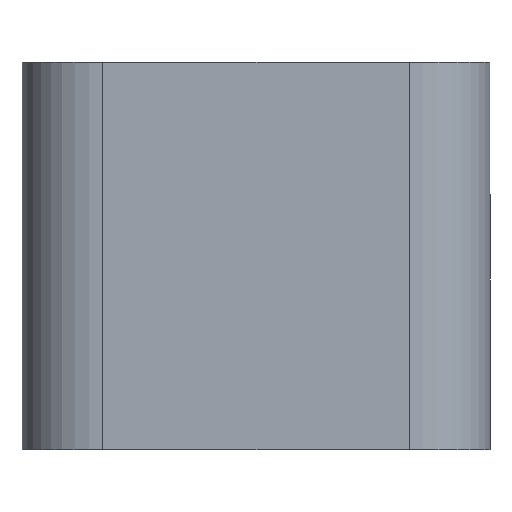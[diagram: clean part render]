
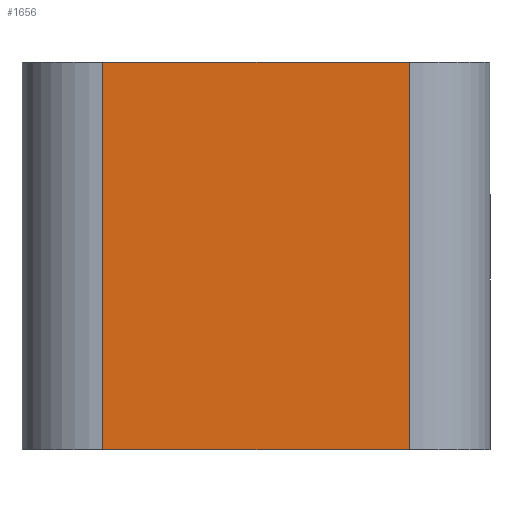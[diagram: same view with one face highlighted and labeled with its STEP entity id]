
A CAD part, left-side view. The second image highlights one B-rep face of the part: STEP entity #1656.
In plain terms, the highlighted planar face has unit normal (-1, 0, 0).
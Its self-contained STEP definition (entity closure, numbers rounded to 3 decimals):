
#1315 = VERTEX_POINT('',#1316);
#1316 = CARTESIAN_POINT('',(-107.,-27.,24.));
#1323 = EDGE_CURVE('',#1315,#1324,#1326,.T.);
#1324 = VERTEX_POINT('',#1325);
#1325 = CARTESIAN_POINT('',(-107.,-46.,24.));
#1326 = LINE('',#1327,#1328);
#1327 = CARTESIAN_POINT('',(-107.,-22.,24.));
#1328 = VECTOR('',#1329,1.);
#1329 = DIRECTION('',(0.,-1.,0.));
#1519 = VERTEX_POINT('',#1520);
#1520 = CARTESIAN_POINT('',(-107.,-46.,0.));
#1527 = EDGE_CURVE('',#1528,#1519,#1530,.T.);
#1528 = VERTEX_POINT('',#1529);
#1529 = CARTESIAN_POINT('',(-107.,-27.,0.));
#1530 = LINE('',#1531,#1532);
#1531 = CARTESIAN_POINT('',(-107.,-22.,0.));
#1532 = VECTOR('',#1533,1.);
#1533 = DIRECTION('',(0.,-1.,0.));
#1656 = ADVANCED_FACE('',(#1657),#1673,.T.);
#1657 = FACE_BOUND('',#1658,.T.);
#1658 = EDGE_LOOP('',(#1659,#1660,#1666,#1667));
#1659 = ORIENTED_EDGE('',*,*,#1527,.T.);
#1660 = ORIENTED_EDGE('',*,*,#1661,.T.);
#1661 = EDGE_CURVE('',#1519,#1324,#1662,.T.);
#1662 = LINE('',#1663,#1664);
#1663 = CARTESIAN_POINT('',(-107.,-46.,0.));
#1664 = VECTOR('',#1665,1.);
#1665 = DIRECTION('',(0.,0.,1.));
#1666 = ORIENTED_EDGE('',*,*,#1323,.F.);
#1667 = ORIENTED_EDGE('',*,*,#1668,.F.);
#1668 = EDGE_CURVE('',#1528,#1315,#1669,.T.);
#1669 = LINE('',#1670,#1671);
#1670 = CARTESIAN_POINT('',(-107.,-27.,15.8));
#1671 = VECTOR('',#1672,1.);
#1672 = DIRECTION('',(0.,0.,1.));
#1673 = PLANE('',#1674);
#1674 = AXIS2_PLACEMENT_3D('',#1675,#1676,#1677);
#1675 = CARTESIAN_POINT('',(-107.,-36.5,12.));
#1676 = DIRECTION('',(-1.,-0.,-0.));
#1677 = DIRECTION('',(0.,0.,-1.));
